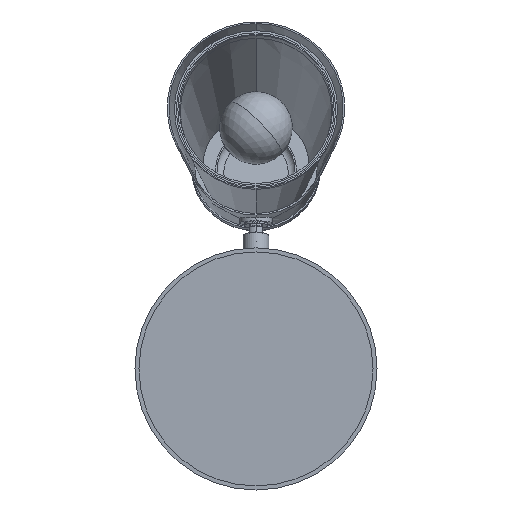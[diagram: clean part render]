
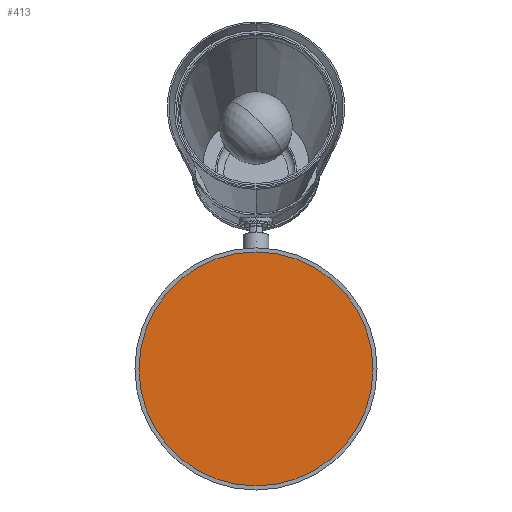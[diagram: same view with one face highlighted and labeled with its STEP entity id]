
A CAD part, front view. The second image highlights one B-rep face of the part: STEP entity #413.
In plain terms, the highlighted planar face has unit normal (0, -1, 0).
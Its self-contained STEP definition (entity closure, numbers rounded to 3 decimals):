
#142 = VERTEX_POINT ( 'NONE', #682 ) ;
#160 = DIRECTION ( 'NONE',  ( 0., 0., 1. ) ) ;
#193 = DIRECTION ( 'NONE',  ( 0., 0., 1. ) ) ;
#204 = EDGE_CURVE ( 'NONE', #142, #250, #731, .T. ) ;
#250 = VERTEX_POINT ( 'NONE', #3188 ) ;
#413 = ADVANCED_FACE ( 'NONE', ( #2333 ), #3530, .F. ) ;
#479 = ORIENTED_EDGE ( 'NONE', *, *, #204, .F. ) ;
#682 = CARTESIAN_POINT ( 'NONE',  ( 0., 0., -72.5 ) ) ;
#731 = CIRCLE ( 'NONE', #1755, 72.5 ) ;
#1083 = AXIS2_PLACEMENT_3D ( 'NONE', #1157, #2047, #3239 ) ;
#1157 = CARTESIAN_POINT ( 'NONE',  ( 0., 0., 0. ) ) ;
#1279 = CARTESIAN_POINT ( 'NONE',  ( 0., 0., 0. ) ) ;
#1602 = EDGE_CURVE ( 'NONE', #250, #142, #2017, .T. ) ;
#1755 = AXIS2_PLACEMENT_3D ( 'NONE', #1279, #2470, #160 ) ;
#1822 = EDGE_LOOP ( 'NONE', ( #479, #2112 ) ) ;
#2017 = CIRCLE ( 'NONE', #3451, 72.5 ) ;
#2047 = DIRECTION ( 'NONE',  ( 0., 1., 0. ) ) ;
#2112 = ORIENTED_EDGE ( 'NONE', *, *, #1602, .F. ) ;
#2333 = FACE_OUTER_BOUND ( 'NONE', #1822, .T. ) ;
#2384 = DIRECTION ( 'NONE',  ( 0., 1., 0. ) ) ;
#2470 = DIRECTION ( 'NONE',  ( 0., 1., 0. ) ) ;
#3188 = CARTESIAN_POINT ( 'NONE',  ( 0., 0., 72.5 ) ) ;
#3202 = CARTESIAN_POINT ( 'NONE',  ( 0., 0., 0. ) ) ;
#3239 = DIRECTION ( 'NONE',  ( 0., 0., 1. ) ) ;
#3451 = AXIS2_PLACEMENT_3D ( 'NONE', #3202, #2384, #193 ) ;
#3530 = PLANE ( 'NONE',  #1083 ) ;
